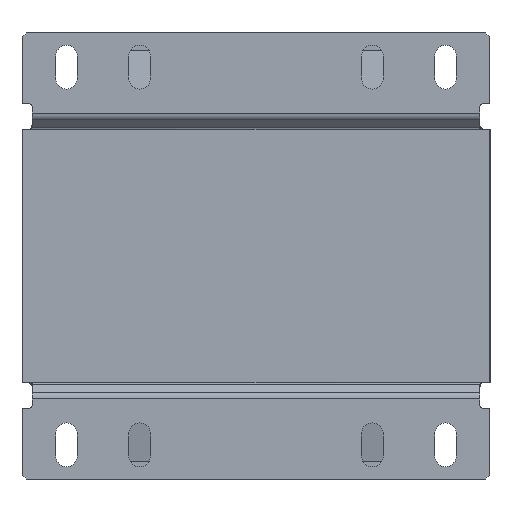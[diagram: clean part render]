
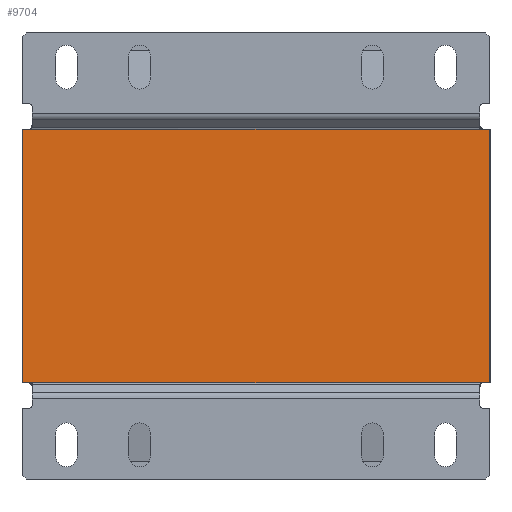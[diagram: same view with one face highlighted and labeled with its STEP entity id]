
A CAD part, front view. The second image highlights one B-rep face of the part: STEP entity #9704.
In plain terms, the highlighted planar face has unit normal (0, -1, 0).
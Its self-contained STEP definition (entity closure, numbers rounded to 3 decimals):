
#14 = CARTESIAN_POINT ( 'NONE',  ( 95.75, -82.5, 52. ) ) ;
#58 = ORIENTED_EDGE ( 'NONE', *, *, #8274, .T. ) ;
#163 = DIRECTION ( 'NONE',  ( -1., 0., 0. ) ) ;
#200 = CARTESIAN_POINT ( 'NONE',  ( 0., -82.5, -52. ) ) ;
#516 = ORIENTED_EDGE ( 'NONE', *, *, #6557, .T. ) ;
#559 = DIRECTION ( 'NONE',  ( 1., 0., 0. ) ) ;
#768 = LINE ( 'NONE', #3718, #7032 ) ;
#819 = CARTESIAN_POINT ( 'NONE',  ( -91.75, -82.5, 52. ) ) ;
#1040 = CARTESIAN_POINT ( 'NONE',  ( 93.25, -82.5, 52. ) ) ;
#1147 = ORIENTED_EDGE ( 'NONE', *, *, #2249, .T. ) ;
#1370 = CARTESIAN_POINT ( 'NONE',  ( 95.75, -82.5, -52. ) ) ;
#1559 = DIRECTION ( 'NONE',  ( -1., 0., 0. ) ) ;
#1846 = CARTESIAN_POINT ( 'NONE',  ( 0., -82.5, 0. ) ) ;
#1850 = VECTOR ( 'NONE', #1559, 1000. ) ;
#1856 = CARTESIAN_POINT ( 'NONE',  ( -93.25, -82.5, -52. ) ) ;
#1903 = DIRECTION ( 'NONE',  ( 0., 1., 0. ) ) ;
#1942 = LINE ( 'NONE', #3726, #9679 ) ;
#2095 = CARTESIAN_POINT ( 'NONE',  ( -95.75, -82.5, -52. ) ) ;
#2249 = EDGE_CURVE ( 'Defeature ausgef�hrt2_68+Defeature ausgef�hrt2_66+Defeature ausgef�hrt2_67+Defeature ausgef�hrt2_96', #8489, #9518, #4831, .T. ) ;
#2541 = EDGE_CURVE ( 'Defeature ausgef�hrt2_68+Defeature ausgef�hrt2_65+Defeature ausgef�hrt2_96+Defeature ausgef�hrt2_64', #4163, #6084, #3973, .T. ) ;
#2542 = FACE_OUTER_BOUND ( 'NONE', #4795, .T. ) ;
#3025 = CARTESIAN_POINT ( 'NONE',  ( 95.75, -82.5, 93. ) ) ;
#3637 = VERTEX_POINT ( 'NONE', #5482 ) ;
#3718 = CARTESIAN_POINT ( 'NONE',  ( -95.75, -82.5, 93. ) ) ;
#3726 = CARTESIAN_POINT ( 'NONE',  ( 0., -82.5, 52. ) ) ;
#3828 = LINE ( 'NONE', #200, #7428 ) ;
#3906 = EDGE_CURVE ( 'Defeature ausgef�hrt2_96+Defeature ausgef�hrt2_68+Defeature ausgef�hrt2_93+Defeature ausgef�hrt2_94', #4163, #9518, #1942, .T. ) ;
#3973 = LINE ( 'NONE', #819, #1850 ) ;
#3998 = EDGE_CURVE ( 'Defeature ausgef�hrt2_75+Defeature ausgef�hrt2_68+Defeature ausgef�hrt2_72+Defeature ausgef�hrt2_73', #3637, #5322, #3828, .T. ) ;
#4105 = VECTOR ( 'NONE', #559, 1000. ) ;
#4113 = LINE ( 'NONE', #3025, #8542 ) ;
#4163 = VERTEX_POINT ( 'NONE', #8030 ) ;
#4176 = CARTESIAN_POINT ( 'NONE',  ( -91.75, -82.5, -52. ) ) ;
#4400 = EDGE_CURVE ( 'Defeature ausgef�hrt2_64+Defeature ausgef�hrt2_68+Defeature ausgef�hrt2_70+Defeature ausgef�hrt2_65', #7348, #6084, #768, .T. ) ;
#4570 = ORIENTED_EDGE ( 'NONE', *, *, #3998, .F. ) ;
#4795 = EDGE_LOOP ( 'NONE', ( #8375, #7505, #5735, #516, #4570, #58, #5606, #1147 ) ) ;
#4831 = LINE ( 'NONE', #9671, #9464 ) ;
#5015 = DIRECTION ( 'NONE',  ( -1., 0., 0. ) ) ;
#5173 = CARTESIAN_POINT ( 'NONE',  ( 95.75, -82.5, -52. ) ) ;
#5191 = LINE ( 'NONE', #1370, #4105 ) ;
#5322 = VERTEX_POINT ( 'NONE', #1856 ) ;
#5482 = CARTESIAN_POINT ( 'NONE',  ( 93.25, -82.5, -52. ) ) ;
#5606 = ORIENTED_EDGE ( 'NONE', *, *, #7413, .F. ) ;
#5735 = ORIENTED_EDGE ( 'NONE', *, *, #4400, .F. ) ;
#5812 = CARTESIAN_POINT ( 'NONE',  ( -95.75, -82.5, 52. ) ) ;
#5952 = LINE ( 'NONE', #4176, #8451 ) ;
#6084 = VERTEX_POINT ( 'NONE', #5812 ) ;
#6557 = EDGE_CURVE ( 'Defeature ausgef�hrt2_68+Defeature ausgef�hrt2_70+Defeature ausgef�hrt2_64+Defeature ausgef�hrt2_75', #7348, #5322, #5952, .T. ) ;
#7032 = VECTOR ( 'NONE', #9134, 1000. ) ;
#7321 = VERTEX_POINT ( 'NONE', #5173 ) ;
#7348 = VERTEX_POINT ( 'NONE', #2095 ) ;
#7413 = EDGE_CURVE ( 'Defeature ausgef�hrt2_67+Defeature ausgef�hrt2_68+Defeature ausgef�hrt2_66+Defeature ausgef�hrt2_69', #8489, #7321, #4113, .T. ) ;
#7428 = VECTOR ( 'NONE', #163, 1000. ) ;
#7505 = ORIENTED_EDGE ( 'NONE', *, *, #2541, .T. ) ;
#7893 = DIRECTION ( 'NONE',  ( 0., 0., 1. ) ) ;
#8028 = DIRECTION ( 'NONE',  ( 1., 0., 0. ) ) ;
#8030 = CARTESIAN_POINT ( 'NONE',  ( -93.25, -82.5, 52. ) ) ;
#8274 = EDGE_CURVE ( 'Defeature ausgef�hrt2_68+Defeature ausgef�hrt2_69+Defeature ausgef�hrt2_75+Defeature ausgef�hrt2_67', #3637, #7321, #5191, .T. ) ;
#8328 = DIRECTION ( 'NONE',  ( 1., 0., 0. ) ) ;
#8375 = ORIENTED_EDGE ( 'NONE', *, *, #3906, .F. ) ;
#8451 = VECTOR ( 'NONE', #8028, 1000. ) ;
#8489 = VERTEX_POINT ( 'NONE', #14 ) ;
#8542 = VECTOR ( 'NONE', #9046, 1000. ) ;
#8678 = PLANE ( 'NONE',  #9214 ) ;
#9046 = DIRECTION ( 'NONE',  ( 0., 0., -1. ) ) ;
#9134 = DIRECTION ( 'NONE',  ( 0., 0., 1. ) ) ;
#9214 = AXIS2_PLACEMENT_3D ( 'NONE', #1846, #1903, #7893 ) ;
#9464 = VECTOR ( 'NONE', #5015, 1000. ) ;
#9518 = VERTEX_POINT ( 'NONE', #1040 ) ;
#9671 = CARTESIAN_POINT ( 'NONE',  ( 95.75, -82.5, 52. ) ) ;
#9679 = VECTOR ( 'NONE', #8328, 1000. ) ;
#9704 = ADVANCED_FACE ( 'Defeature ausgef�hrt2_68', ( #2542 ), #8678, .F. ) ;
